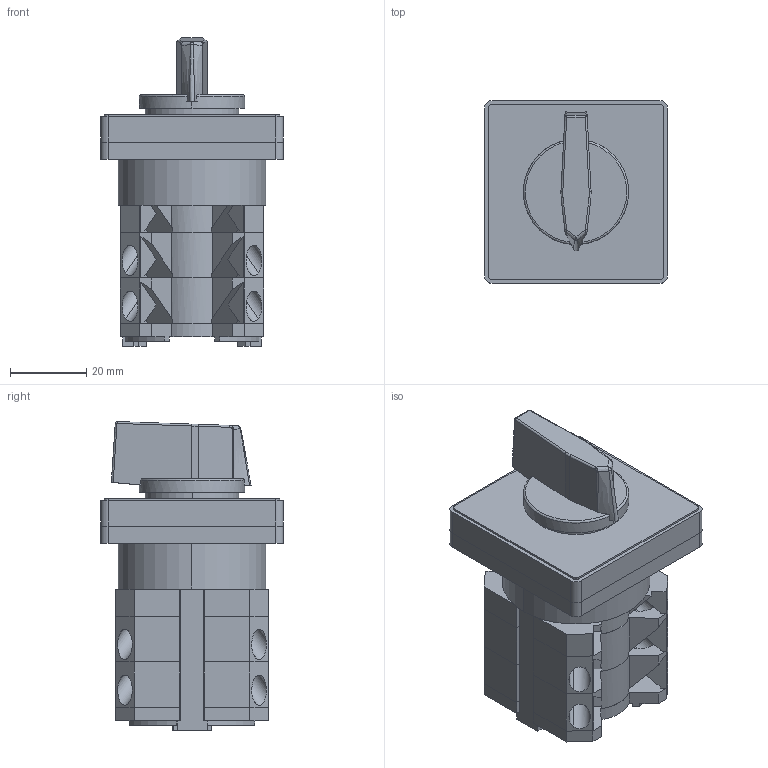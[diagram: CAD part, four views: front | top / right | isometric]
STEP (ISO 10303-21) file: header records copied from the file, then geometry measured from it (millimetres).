
FILE_DESCRIPTION (( 'STEP AP214' ), '1' );
FILE_NAME ('Ñáîðêà 3 êîíòàêòíûõ ðÿäà.STEP', '2022-06-18T12:20:21', ( '' ), ( '' ), 'SwSTEP 2.0', 'SolidWorks 2022', '' );
FILE_SCHEMA (( 'AUTOMOTIVE_DESIGN' ));
Length unit declared in the file: millimetre
Products named in the file (11): Ось; контактный вверх; контактный низ; Экран; Направляющая 3; Сборка 3 контактных ряда; Проставка экрана; Вверх рубильника; Рычаг; Бобышка для экрана; Проставка контактов
Assembly tree (12 placements, depth 3):
  Сборка 3 контактных ряда
    Вверх рубильника
      Бобышка для экрана
      Экран
      Проставка экрана
      Ось
      Рычаг
      контактный вверх
    контактный низ
    Проставка контактов  x2
    Направляющая 3  x2
Bounding box: 48 x 48 x 81.05 mm (x, y, z)
Volume: 81483.3 mm3; surface area: 44790 mm2
Topology: 12 solids, 12 shells, 455 faces, 1246 edges, 822 vertices
Faces by surface type: plane 275, cylinder 98, bspline 82
Entity records: 16581 total; most frequent: CARTESIAN_POINT 7198, ORIENTED_EDGE 2022, DIRECTION 1581, EDGE_CURVE 1011, VERTEX_POINT 666, VECTOR 655, LINE 655, AXIS2_PLACEMENT_3D 463
